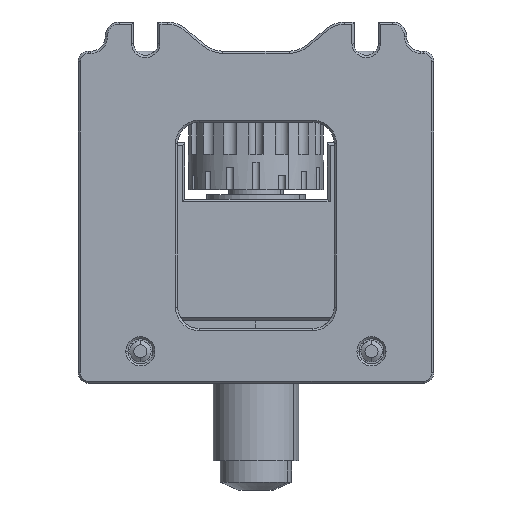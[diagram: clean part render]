
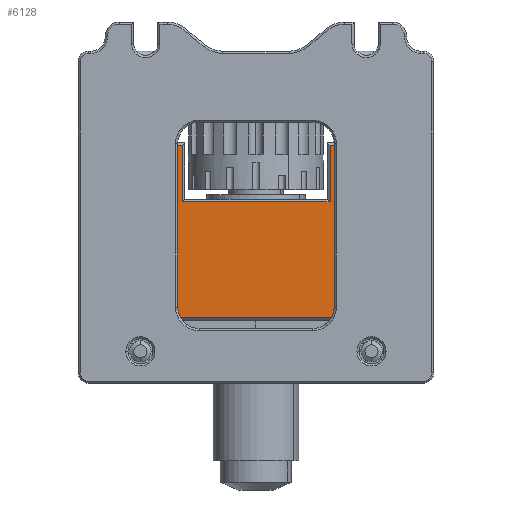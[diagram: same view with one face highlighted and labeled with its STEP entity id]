
A CAD part, left-side view. The second image highlights one B-rep face of the part: STEP entity #6128.
In plain terms, the highlighted planar face has unit normal (-1, -0.001, 0).
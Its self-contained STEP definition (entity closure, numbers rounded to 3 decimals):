
#6068=AXIS2_PLACEMENT_3D('Plane Axis2P3D',#6065,#6066,#6067) ;
#5990=CARTESIAN_POINT('Vertex',(0.,-44.6,0.4)) ;
#5993=CARTESIAN_POINT('Line Origine',(0.,-20.,0.4)) ;
#5997=CARTESIAN_POINT('Vertex',(0.,4.6,0.4)) ;
#6047=CARTESIAN_POINT('Line Origine',(0.,4.6,12.5)) ;
#6051=CARTESIAN_POINT('Vertex',(0.,4.6,24.6)) ;
#6065=CARTESIAN_POINT('Axis2P3D Location',(0.,0.,0.)) ;
#6070=CARTESIAN_POINT('Line Origine',(0.,-20.,16.7)) ;
#6074=CARTESIAN_POINT('Vertex',(0.,-9.6,16.7)) ;
#6076=CARTESIAN_POINT('Vertex',(0.,-30.4,16.7)) ;
#6079=CARTESIAN_POINT('Line Origine',(0.,-9.6,20.65)) ;
#6083=CARTESIAN_POINT('Vertex',(0.,-9.6,24.6)) ;
#6086=CARTESIAN_POINT('Line Origine',(0.,-2.5,24.6)) ;
#6091=CARTESIAN_POINT('Line Origine',(0.,-44.6,5.2)) ;
#6095=CARTESIAN_POINT('Vertex',(0.,-44.6,10.)) ;
#6098=CARTESIAN_POINT('Line Origine',(0.,-44.6,17.3)) ;
#6102=CARTESIAN_POINT('Vertex',(0.,-44.6,24.6)) ;
#6105=CARTESIAN_POINT('Line Origine',(0.,-37.5,24.6)) ;
#6109=CARTESIAN_POINT('Vertex',(0.,-30.4,24.6)) ;
#6112=CARTESIAN_POINT('Line Origine',(0.,-30.4,20.65)) ;
#5994=DIRECTION('Vector Direction',(0.,-1.,0.)) ;
#6048=DIRECTION('Vector Direction',(0.,0.,-1.)) ;
#6066=DIRECTION('Axis2P3D Direction',(1.,0.,0.)) ;
#6067=DIRECTION('Axis2P3D XDirection',(0.,1.,0.)) ;
#6071=DIRECTION('Vector Direction',(0.,1.,0.)) ;
#6080=DIRECTION('Vector Direction',(0.,0.,1.)) ;
#6087=DIRECTION('Vector Direction',(0.,1.,0.)) ;
#6092=DIRECTION('Vector Direction',(0.,0.,1.)) ;
#6099=DIRECTION('Vector Direction',(0.,0.,1.)) ;
#6106=DIRECTION('Vector Direction',(0.,1.,0.)) ;
#6113=DIRECTION('Vector Direction',(0.,0.,-1.)) ;
#5995=VECTOR('Line Direction',#5994,1.) ;
#6049=VECTOR('Line Direction',#6048,1.) ;
#6072=VECTOR('Line Direction',#6071,1.) ;
#6081=VECTOR('Line Direction',#6080,1.) ;
#6088=VECTOR('Line Direction',#6087,1.) ;
#6093=VECTOR('Line Direction',#6092,1.) ;
#6100=VECTOR('Line Direction',#6099,1.) ;
#6107=VECTOR('Line Direction',#6106,1.) ;
#6114=VECTOR('Line Direction',#6113,1.) ;
#6118=ORIENTED_EDGE('',*,*,#6078,.F.) ;
#6119=ORIENTED_EDGE('',*,*,#6085,.F.) ;
#6120=ORIENTED_EDGE('',*,*,#6090,.F.) ;
#6121=ORIENTED_EDGE('',*,*,#6053,.F.) ;
#6122=ORIENTED_EDGE('',*,*,#5999,.F.) ;
#6123=ORIENTED_EDGE('',*,*,#6097,.F.) ;
#6124=ORIENTED_EDGE('',*,*,#6104,.F.) ;
#6125=ORIENTED_EDGE('',*,*,#6111,.F.) ;
#6126=ORIENTED_EDGE('',*,*,#6116,.F.) ;
#6128=ADVANCED_FACE('Hauptk\X2\00F6\X0\rper',(#6127),#6069,.F.) ;
#5999=EDGE_CURVE('',#5991,#5998,#5996,.F.) ;
#6053=EDGE_CURVE('',#5998,#6052,#6050,.F.) ;
#6078=EDGE_CURVE('',#6075,#6077,#6073,.F.) ;
#6085=EDGE_CURVE('',#6084,#6075,#6082,.F.) ;
#6090=EDGE_CURVE('',#6052,#6084,#6089,.F.) ;
#6097=EDGE_CURVE('',#6096,#5991,#6094,.F.) ;
#6104=EDGE_CURVE('',#6103,#6096,#6101,.F.) ;
#6111=EDGE_CURVE('',#6110,#6103,#6108,.F.) ;
#6116=EDGE_CURVE('',#6077,#6110,#6115,.F.) ;
#6117=EDGE_LOOP('',(#6118,#6119,#6120,#6121,#6122,#6123,#6124,#6125,#6126)) ;
#6127=FACE_OUTER_BOUND('',#6117,.T.) ;
#5996=LINE('Line',#5993,#5995) ;
#6050=LINE('Line',#6047,#6049) ;
#6073=LINE('Line',#6070,#6072) ;
#6082=LINE('Line',#6079,#6081) ;
#6089=LINE('Line',#6086,#6088) ;
#6094=LINE('Line',#6091,#6093) ;
#6101=LINE('Line',#6098,#6100) ;
#6108=LINE('Line',#6105,#6107) ;
#6115=LINE('Line',#6112,#6114) ;
#6069=PLANE('Plane',#6068) ;
#5991=VERTEX_POINT('',#5990) ;
#5998=VERTEX_POINT('',#5997) ;
#6052=VERTEX_POINT('',#6051) ;
#6075=VERTEX_POINT('',#6074) ;
#6077=VERTEX_POINT('',#6076) ;
#6084=VERTEX_POINT('',#6083) ;
#6096=VERTEX_POINT('',#6095) ;
#6103=VERTEX_POINT('',#6102) ;
#6110=VERTEX_POINT('',#6109) ;
